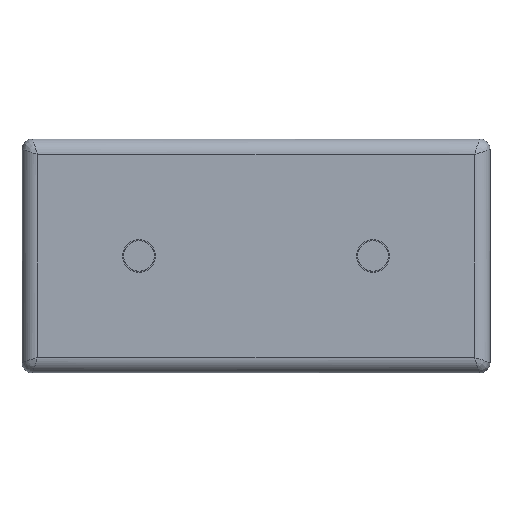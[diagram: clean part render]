
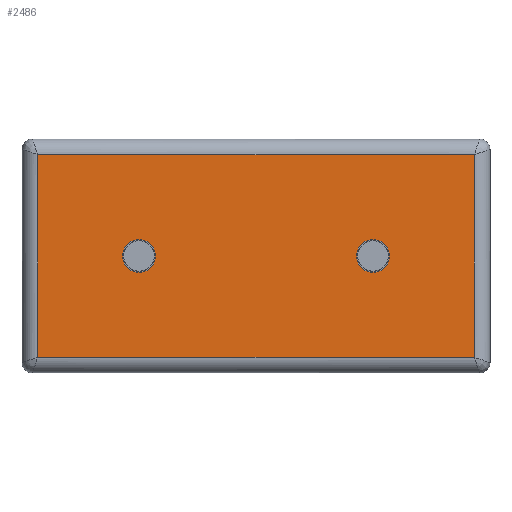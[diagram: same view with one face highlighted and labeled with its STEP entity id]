
A CAD part, top view. The second image highlights one B-rep face of the part: STEP entity #2486.
In plain terms, the highlighted planar face has unit normal (0, 0, 1).
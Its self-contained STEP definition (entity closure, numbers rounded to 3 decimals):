
#128=FACE_BOUND('',#522,.T.);
#129=FACE_BOUND('',#523,.T.);
#190=PLANE('',#2775);
#341=FACE_OUTER_BOUND('',#521,.T.);
#521=EDGE_LOOP('',(#2268,#2269,#2270,#2271));
#522=EDGE_LOOP('',(#2272));
#523=EDGE_LOOP('',(#2273));
#694=LINE('',#4712,#868);
#695=LINE('',#4714,#869);
#696=LINE('',#4716,#870);
#697=LINE('',#4718,#871);
#868=VECTOR('',#3490,10.);
#869=VECTOR('',#3493,10.);
#870=VECTOR('',#3496,10.);
#871=VECTOR('',#3499,10.);
#872=CIRCLE('',#2502,3.162);
#875=CIRCLE('',#2507,3.163);
#992=VERTEX_POINT('',#3504);
#995=VERTEX_POINT('',#3513);
#1220=VERTEX_POINT('',#4609);
#1221=VERTEX_POINT('',#4642);
#1222=VERTEX_POINT('',#4675);
#1223=VERTEX_POINT('',#4708);
#1224=EDGE_CURVE('',#992,#992,#872,.T.);
#1228=EDGE_CURVE('',#995,#995,#875,.T.);
#1570=EDGE_CURVE('',#1220,#1223,#694,.T.);
#1571=EDGE_CURVE('',#1223,#1222,#695,.T.);
#1572=EDGE_CURVE('',#1222,#1221,#696,.T.);
#1573=EDGE_CURVE('',#1221,#1220,#697,.T.);
#2268=ORIENTED_EDGE('',*,*,#1570,.F.);
#2269=ORIENTED_EDGE('',*,*,#1573,.F.);
#2270=ORIENTED_EDGE('',*,*,#1572,.F.);
#2271=ORIENTED_EDGE('',*,*,#1571,.F.);
#2272=ORIENTED_EDGE('',*,*,#1224,.T.);
#2273=ORIENTED_EDGE('',*,*,#1228,.T.);
#2486=ADVANCED_FACE('',(#341,#128,#129),#190,.T.);
#2502=AXIS2_PLACEMENT_3D('',#3505,#2780,#2781);
#2507=AXIS2_PLACEMENT_3D('',#3514,#2791,#2792);
#2775=AXIS2_PLACEMENT_3D('',#4719,#3500,#3501);
#2780=DIRECTION('center_axis',(0.,0.,-1.));
#2781=DIRECTION('ref_axis',(-1.,0.,0.));
#2791=DIRECTION('center_axis',(0.,0.,-1.));
#2792=DIRECTION('ref_axis',(-1.,0.,0.));
#3490=DIRECTION('',(0.,1.,0.));
#3493=DIRECTION('',(1.,0.,0.));
#3496=DIRECTION('',(0.,-1.,0.));
#3499=DIRECTION('',(-1.,0.,0.));
#3500=DIRECTION('center_axis',(0.,0.,1.));
#3501=DIRECTION('ref_axis',(0.,-1.,0.));
#3504=CARTESIAN_POINT('',(25.662,-22.5,3.));
#3505=CARTESIAN_POINT('Origin',(22.5,-22.5,3.));
#3513=CARTESIAN_POINT('',(70.663,-22.5,3.));
#3514=CARTESIAN_POINT('Origin',(67.5,-22.5,3.));
#4609=CARTESIAN_POINT('',(3.,-42.,3.));
#4642=CARTESIAN_POINT('',(87.,-42.,3.));
#4675=CARTESIAN_POINT('',(87.,-3.,3.));
#4708=CARTESIAN_POINT('',(3.,-3.,3.));
#4712=CARTESIAN_POINT('',(3.,-22.5,3.));
#4714=CARTESIAN_POINT('',(45.,-3.,3.));
#4716=CARTESIAN_POINT('',(87.,-22.5,3.));
#4718=CARTESIAN_POINT('',(45.,-42.,3.));
#4719=CARTESIAN_POINT('Origin',(45.,-22.5,3.));
